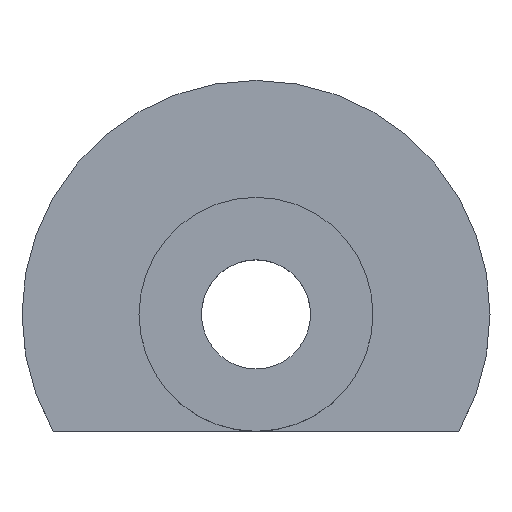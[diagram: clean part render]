
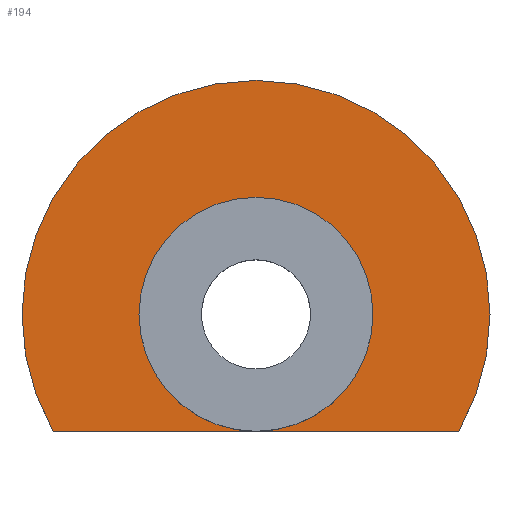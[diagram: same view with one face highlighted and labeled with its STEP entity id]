
A CAD part, top view. The second image highlights one B-rep face of the part: STEP entity #194.
In plain terms, the highlighted planar face has unit normal (0, 0, 1).
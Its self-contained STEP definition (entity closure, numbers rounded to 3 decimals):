
#97=CARTESIAN_POINT('Axis2P3D Location',(0.,0.,-40.)) ;
#101=CARTESIAN_POINT('Vertex',(-129.904,-75.,-40.)) ;
#103=CARTESIAN_POINT('Vertex',(-150.,0.,-40.)) ;
#132=CARTESIAN_POINT('Axis2P3D Location',(0.,0.,-40.)) ;
#137=CARTESIAN_POINT('Line Origine',(-64.952,-75.,-40.)) ;
#141=CARTESIAN_POINT('Vertex',(0.,-75.,-40.)) ;
#144=CARTESIAN_POINT('Line Origine',(64.952,-75.,-40.)) ;
#148=CARTESIAN_POINT('Vertex',(129.904,-75.,-40.)) ;
#151=CARTESIAN_POINT('Axis2P3D Location',(0.,0.,-40.)) ;
#155=CARTESIAN_POINT('Vertex',(150.,0.,-40.)) ;
#158=CARTESIAN_POINT('Axis2P3D Location',(0.,0.,-40.)) ;
#170=CARTESIAN_POINT('Axis2P3D Location',(0.,0.,-40.)) ;
#174=CARTESIAN_POINT('Vertex',(-75.,0.,-40.)) ;
#177=CARTESIAN_POINT('Axis2P3D Location',(0.,0.,-40.)) ;
#181=CARTESIAN_POINT('Vertex',(75.,0.,-40.)) ;
#184=CARTESIAN_POINT('Axis2P3D Location',(0.,0.,-40.)) ;
#98=DIRECTION('Axis2P3D Direction',(0.,0.,-1.)) ;
#133=DIRECTION('Axis2P3D Direction',(0.,0.,-1.)) ;
#134=DIRECTION('Axis2P3D XDirection',(1.,0.,0.)) ;
#138=DIRECTION('Vector Direction',(1.,0.,0.)) ;
#145=DIRECTION('Vector Direction',(1.,0.,0.)) ;
#152=DIRECTION('Axis2P3D Direction',(0.,0.,-1.)) ;
#159=DIRECTION('Axis2P3D Direction',(0.,0.,-1.)) ;
#171=DIRECTION('Axis2P3D Direction',(0.,0.,-1.)) ;
#178=DIRECTION('Axis2P3D Direction',(0.,0.,-1.)) ;
#185=DIRECTION('Axis2P3D Direction',(0.,0.,-1.)) ;
#99=AXIS2_PLACEMENT_3D('Circle Axis2P3D',#97,#98,$) ;
#135=AXIS2_PLACEMENT_3D('Plane Axis2P3D',#132,#133,#134) ;
#153=AXIS2_PLACEMENT_3D('Circle Axis2P3D',#151,#152,$) ;
#160=AXIS2_PLACEMENT_3D('Circle Axis2P3D',#158,#159,$) ;
#172=AXIS2_PLACEMENT_3D('Circle Axis2P3D',#170,#171,$) ;
#179=AXIS2_PLACEMENT_3D('Circle Axis2P3D',#177,#178,$) ;
#186=AXIS2_PLACEMENT_3D('Circle Axis2P3D',#184,#185,$) ;
#164=ORIENTED_EDGE('',*,*,#143,.T.) ;
#165=ORIENTED_EDGE('',*,*,#150,.T.) ;
#166=ORIENTED_EDGE('',*,*,#157,.F.) ;
#167=ORIENTED_EDGE('',*,*,#162,.F.) ;
#168=ORIENTED_EDGE('',*,*,#105,.F.) ;
#190=ORIENTED_EDGE('',*,*,#176,.T.) ;
#191=ORIENTED_EDGE('',*,*,#183,.T.) ;
#192=ORIENTED_EDGE('',*,*,#188,.T.) ;
#193=FACE_BOUND('',#189,.T.) ;
#139=VECTOR('Line Direction',#138,1.) ;
#146=VECTOR('Line Direction',#145,1.) ;
#194=ADVANCED_FACE('PartBody',(#169,#193),#136,.F.) ;
#100=CIRCLE('generated circle',#99,150.) ;
#154=CIRCLE('generated circle',#153,150.) ;
#161=CIRCLE('generated circle',#160,150.) ;
#173=CIRCLE('generated circle',#172,75.) ;
#180=CIRCLE('generated circle',#179,75.) ;
#187=CIRCLE('generated circle',#186,75.) ;
#105=EDGE_CURVE('',#102,#104,#100,.T.) ;
#143=EDGE_CURVE('',#102,#142,#140,.T.) ;
#150=EDGE_CURVE('',#142,#149,#147,.T.) ;
#157=EDGE_CURVE('',#156,#149,#154,.T.) ;
#162=EDGE_CURVE('',#104,#156,#161,.T.) ;
#176=EDGE_CURVE('',#142,#175,#173,.T.) ;
#183=EDGE_CURVE('',#175,#182,#180,.T.) ;
#188=EDGE_CURVE('',#182,#142,#187,.T.) ;
#163=EDGE_LOOP('',(#164,#165,#166,#167,#168)) ;
#189=EDGE_LOOP('',(#190,#191,#192)) ;
#169=FACE_OUTER_BOUND('',#163,.T.) ;
#140=LINE('Line',#137,#139) ;
#147=LINE('Line',#144,#146) ;
#136=PLANE('',#135) ;
#102=VERTEX_POINT('',#101) ;
#104=VERTEX_POINT('',#103) ;
#142=VERTEX_POINT('',#141) ;
#149=VERTEX_POINT('',#148) ;
#156=VERTEX_POINT('',#155) ;
#175=VERTEX_POINT('',#174) ;
#182=VERTEX_POINT('',#181) ;
